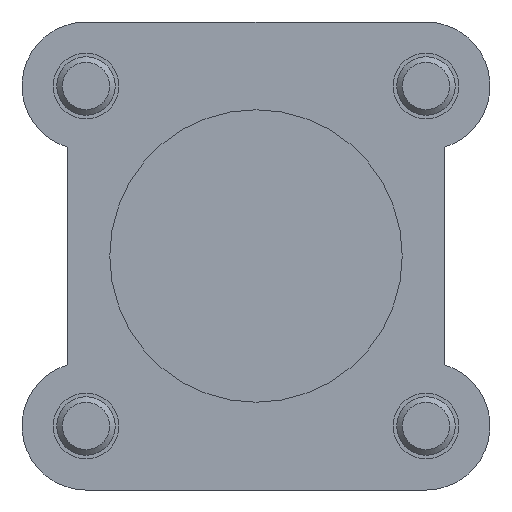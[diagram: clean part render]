
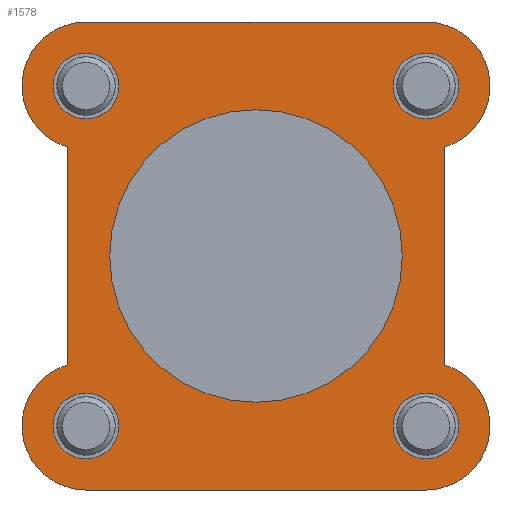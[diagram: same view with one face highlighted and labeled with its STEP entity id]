
A CAD part, front view. The second image highlights one B-rep face of the part: STEP entity #1578.
In plain terms, the highlighted planar face has unit normal (0, -1, 0).
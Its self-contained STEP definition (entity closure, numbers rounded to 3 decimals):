
#73=CIRCLE('',#1699,8.75);
#75=CIRCLE('',#1702,8.75);
#81=CIRCLE('',#1711,8.75);
#83=CIRCLE('',#1714,8.75);
#109=CIRCLE('',#1759,4.5);
#110=CIRCLE('',#1760,4.5);
#111=CIRCLE('',#1761,4.5);
#112=CIRCLE('',#1762,4.5);
#113=CIRCLE('',#1763,20.);
#163=PLANE('',#1758);
#231=LINE('',#2575,#341);
#246=LINE('',#2617,#356);
#260=LINE('',#2653,#370);
#270=LINE('',#2674,#380);
#341=VECTOR('',#2004,1000.);
#356=VECTOR('',#2043,1000.);
#370=VECTOR('',#2083,1000.);
#380=VECTOR('',#2101,1000.);
#614=ORIENTED_EDGE('',*,*,#1003,.T.);
#615=ORIENTED_EDGE('',*,*,#1004,.T.);
#616=ORIENTED_EDGE('',*,*,#1005,.T.);
#617=ORIENTED_EDGE('',*,*,#1006,.T.);
#618=ORIENTED_EDGE('',*,*,#1007,.T.);
#619=ORIENTED_EDGE('',*,*,#981,.F.);
#620=ORIENTED_EDGE('',*,*,#927,.F.);
#621=ORIENTED_EDGE('',*,*,#994,.F.);
#622=ORIENTED_EDGE('',*,*,#910,.F.);
#623=ORIENTED_EDGE('',*,*,#960,.F.);
#624=ORIENTED_EDGE('',*,*,#907,.F.);
#625=ORIENTED_EDGE('',*,*,#937,.F.);
#626=ORIENTED_EDGE('',*,*,#922,.F.);
#907=EDGE_CURVE('',#1116,#1114,#73,.T.);
#910=EDGE_CURVE('',#1119,#1120,#75,.T.);
#922=EDGE_CURVE('',#1131,#1132,#81,.T.);
#927=EDGE_CURVE('',#1136,#1134,#83,.T.);
#937=EDGE_CURVE('',#1132,#1116,#231,.T.);
#960=EDGE_CURVE('',#1114,#1119,#246,.T.);
#981=EDGE_CURVE('',#1134,#1131,#260,.T.);
#994=EDGE_CURVE('',#1120,#1136,#270,.T.);
#1003=EDGE_CURVE('',#1181,#1181,#109,.T.);
#1004=EDGE_CURVE('',#1182,#1182,#110,.T.);
#1005=EDGE_CURVE('',#1183,#1183,#111,.T.);
#1006=EDGE_CURVE('',#1184,#1184,#112,.T.);
#1007=EDGE_CURVE('',#1185,#1185,#113,.T.);
#1114=VERTEX_POINT('',#2503);
#1116=VERTEX_POINT('',#2507);
#1119=VERTEX_POINT('',#2514);
#1120=VERTEX_POINT('',#2516);
#1131=VERTEX_POINT('',#2541);
#1132=VERTEX_POINT('',#2543);
#1134=VERTEX_POINT('',#2548);
#1136=VERTEX_POINT('',#2552);
#1181=VERTEX_POINT('',#2693);
#1182=VERTEX_POINT('',#2695);
#1183=VERTEX_POINT('',#2697);
#1184=VERTEX_POINT('',#2699);
#1185=VERTEX_POINT('',#2701);
#1269=EDGE_LOOP('',(#614));
#1270=EDGE_LOOP('',(#615));
#1271=EDGE_LOOP('',(#616));
#1272=EDGE_LOOP('',(#617));
#1273=EDGE_LOOP('',(#618));
#1274=EDGE_LOOP('',(#619,#620,#621,#622,#623,#624,#625,#626));
#1407=FACE_BOUND('',#1269,.T.);
#1408=FACE_BOUND('',#1270,.T.);
#1409=FACE_BOUND('',#1271,.T.);
#1410=FACE_BOUND('',#1272,.T.);
#1411=FACE_BOUND('',#1273,.T.);
#1412=FACE_BOUND('',#1274,.T.);
#1578=ADVANCED_FACE('',(#1407,#1408,#1409,#1410,#1411,#1412),#163,.F.);
#1699=AXIS2_PLACEMENT_3D('',#2508,#1943,#1944);
#1702=AXIS2_PLACEMENT_3D('',#2515,#1950,#1951);
#1711=AXIS2_PLACEMENT_3D('',#2542,#1974,#1975);
#1714=AXIS2_PLACEMENT_3D('',#2553,#1983,#1984);
#1758=AXIS2_PLACEMENT_3D('',#2691,#2121,#2122);
#1759=AXIS2_PLACEMENT_3D('',#2692,#2123,#2124);
#1760=AXIS2_PLACEMENT_3D('',#2694,#2125,#2126);
#1761=AXIS2_PLACEMENT_3D('',#2696,#2127,#2128);
#1762=AXIS2_PLACEMENT_3D('',#2698,#2129,#2130);
#1763=AXIS2_PLACEMENT_3D('',#2700,#2131,#2132);
#1943=DIRECTION('',(0.,1.,0.));
#1944=DIRECTION('',(1.,0.,0.));
#1950=DIRECTION('',(0.,1.,0.));
#1951=DIRECTION('',(1.,0.,0.));
#1974=DIRECTION('',(0.,1.,0.));
#1975=DIRECTION('',(1.,0.,0.));
#1983=DIRECTION('',(0.,1.,0.));
#1984=DIRECTION('',(1.,0.,0.));
#2004=DIRECTION('',(1.,0.,0.));
#2043=DIRECTION('',(0.,0.,-1.));
#2083=DIRECTION('',(0.,0.,1.));
#2101=DIRECTION('',(-1.,0.,0.));
#2121=DIRECTION('',(0.,1.,0.));
#2122=DIRECTION('',(0.,0.,1.));
#2123=DIRECTION('',(0.,1.,0.));
#2124=DIRECTION('',(1.,0.,0.));
#2125=DIRECTION('',(0.,1.,0.));
#2126=DIRECTION('',(1.,0.,0.));
#2127=DIRECTION('',(0.,1.,0.));
#2128=DIRECTION('',(1.,0.,0.));
#2129=DIRECTION('',(0.,1.,0.));
#2130=DIRECTION('',(1.,0.,0.));
#2131=DIRECTION('',(0.,1.,0.));
#2132=DIRECTION('',(1.,0.,0.));
#2503=CARTESIAN_POINT('',(25.75,0.,14.865));
#2507=CARTESIAN_POINT('',(23.25,0.,32.));
#2508=CARTESIAN_POINT('',(23.25,0.,23.25));
#2514=CARTESIAN_POINT('',(25.75,0.,-14.865));
#2515=CARTESIAN_POINT('',(23.25,0.,-23.25));
#2516=CARTESIAN_POINT('',(23.25,0.,-32.));
#2541=CARTESIAN_POINT('',(-25.75,0.,14.865));
#2542=CARTESIAN_POINT('',(-23.25,0.,23.25));
#2543=CARTESIAN_POINT('',(-23.25,0.,32.));
#2548=CARTESIAN_POINT('',(-25.75,0.,-14.865));
#2552=CARTESIAN_POINT('',(-23.25,0.,-32.));
#2553=CARTESIAN_POINT('',(-23.25,0.,-23.25));
#2575=CARTESIAN_POINT('',(-23.25,0.,32.));
#2617=CARTESIAN_POINT('',(25.75,0.,14.865));
#2653=CARTESIAN_POINT('',(-25.75,0.,-14.865));
#2674=CARTESIAN_POINT('',(23.25,0.,-32.));
#2691=CARTESIAN_POINT('',(-23.25,0.,23.25));
#2692=CARTESIAN_POINT('',(-23.25,0.,23.25));
#2693=CARTESIAN_POINT('',(-18.75,0.,23.25));
#2694=CARTESIAN_POINT('',(23.25,0.,23.25));
#2695=CARTESIAN_POINT('',(27.75,0.,23.25));
#2696=CARTESIAN_POINT('',(-23.25,0.,-23.25));
#2697=CARTESIAN_POINT('',(-18.75,0.,-23.25));
#2698=CARTESIAN_POINT('',(23.25,0.,-23.25));
#2699=CARTESIAN_POINT('',(27.75,0.,-23.25));
#2700=CARTESIAN_POINT('',(0.,0.,0.));
#2701=CARTESIAN_POINT('',(20.,0.,0.));
